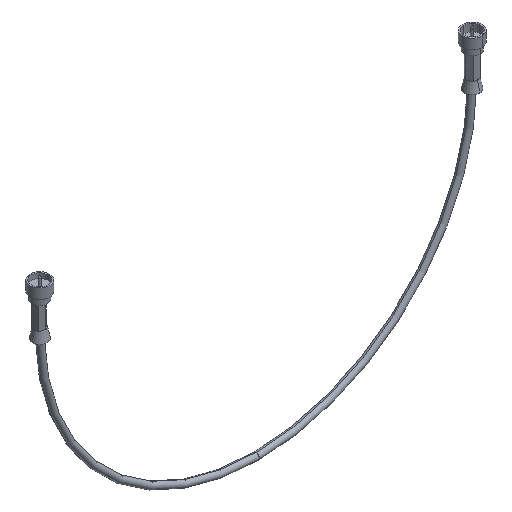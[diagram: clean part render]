
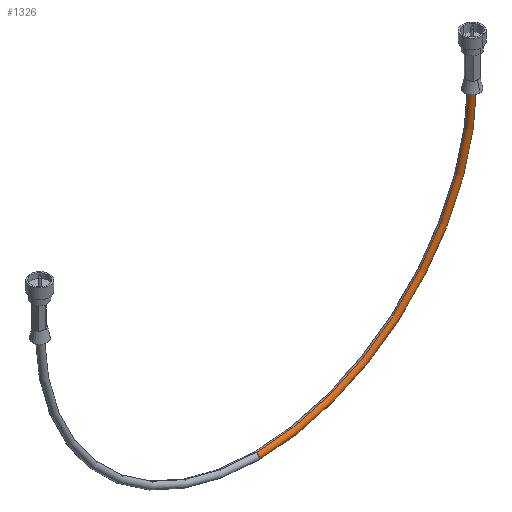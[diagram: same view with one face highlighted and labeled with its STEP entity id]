
A CAD part, isometric view. The second image highlights one B-rep face of the part: STEP entity #1326.
In plain terms, the highlighted toroidal (fillet/blend) face has major radius 76.2 mm and minor radius 1.143 mm.
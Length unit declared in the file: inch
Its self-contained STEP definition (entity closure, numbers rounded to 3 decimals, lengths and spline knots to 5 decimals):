
#58 = AXIS2_PLACEMENT_3D ( 'NONE', #1751, #1750, #1755 ) ;
#131 = AXIS2_PLACEMENT_3D ( 'NONE', #1995, #1996, #1997 ) ;
#132 = AXIS2_PLACEMENT_3D ( 'NONE', #1991, #1992, #1993 ) ;
#133 = AXIS2_PLACEMENT_3D ( 'NONE', #1987, #1988, #1989 ) ;
#134 = AXIS2_PLACEMENT_3D ( 'NONE', #1983, #1984, #1985 ) ;
#193 = EDGE_CURVE ( 'NONE', #2200, #2242, #1840, .T. ) ;
#194 = EDGE_CURVE ( 'NONE', #2200, #2182, #249, .T. ) ;
#195 = EDGE_CURVE ( 'NONE', #2242, #1851, #1346, .T. ) ;
#196 = EDGE_CURVE ( 'NONE', #2182, #1851, #252, .T. ) ;
#249 = CIRCLE ( 'NONE', #133, 0.045 ) ;
#252 = CIRCLE ( 'NONE', #131, 2.955 ) ;
#259 = CARTESIAN_POINT ( 'NONE',  ( 0., 0., -3.045 ) ) ;
#266 = CARTESIAN_POINT ( 'NONE',  ( 3.045, 0., 0. ) ) ;
#402 = TOROIDAL_SURFACE ( 'NONE', #58, 3., 0.045 ) ;
#411 = FACE_OUTER_BOUND ( 'NONE', #2158, .T. ) ;
#783 = CARTESIAN_POINT ( 'NONE',  ( 2.955, 0., 0. ) ) ;
#821 = CARTESIAN_POINT ( 'NONE',  ( 0., 0., -2.955 ) ) ;
#849 = ORIENTED_EDGE ( 'NONE', *, *, #193, .T. ) ;
#854 = ORIENTED_EDGE ( 'NONE', *, *, #194, .F. ) ;
#866 = ORIENTED_EDGE ( 'NONE', *, *, #195, .T. ) ;
#883 = ORIENTED_EDGE ( 'NONE', *, *, #196, .F. ) ;
#1326 = ADVANCED_FACE ( 'NONE', ( #411 ), #402, .T. ) ;
#1346 = CIRCLE ( 'NONE', #132, 0.045 ) ;
#1750 = DIRECTION ( 'NONE',  ( 0., -1., 0. ) ) ;
#1751 = CARTESIAN_POINT ( 'NONE',  ( 0., 0., 0. ) ) ;
#1755 = DIRECTION ( 'NONE',  ( 0., 0., -1. ) ) ;
#1840 = CIRCLE ( 'NONE', #134, 3.045 ) ;
#1851 = VERTEX_POINT ( 'NONE', #783 ) ;
#1983 = CARTESIAN_POINT ( 'NONE',  ( 0., 0., 0. ) ) ;
#1984 = DIRECTION ( 'NONE',  ( 0., -1., 0. ) ) ;
#1985 = DIRECTION ( 'NONE',  ( 0., 0., -1. ) ) ;
#1987 = CARTESIAN_POINT ( 'NONE',  ( 0., 0., -3. ) ) ;
#1988 = DIRECTION ( 'NONE',  ( -1., 0., 0. ) ) ;
#1989 = DIRECTION ( 'NONE',  ( 0., 0., 1. ) ) ;
#1991 = CARTESIAN_POINT ( 'NONE',  ( 3., 0., 0. ) ) ;
#1992 = DIRECTION ( 'NONE',  ( 0., 0., -1. ) ) ;
#1993 = DIRECTION ( 'NONE',  ( -1., 0., 0. ) ) ;
#1995 = CARTESIAN_POINT ( 'NONE',  ( 0., 0., 0. ) ) ;
#1996 = DIRECTION ( 'NONE',  ( 0., -1., 0. ) ) ;
#1997 = DIRECTION ( 'NONE',  ( 0., 0., -1. ) ) ;
#2158 = EDGE_LOOP ( 'NONE', ( #854, #849, #866, #883 ) ) ;
#2182 = VERTEX_POINT ( 'NONE', #821 ) ;
#2200 = VERTEX_POINT ( 'NONE', #259 ) ;
#2242 = VERTEX_POINT ( 'NONE', #266 ) ;
